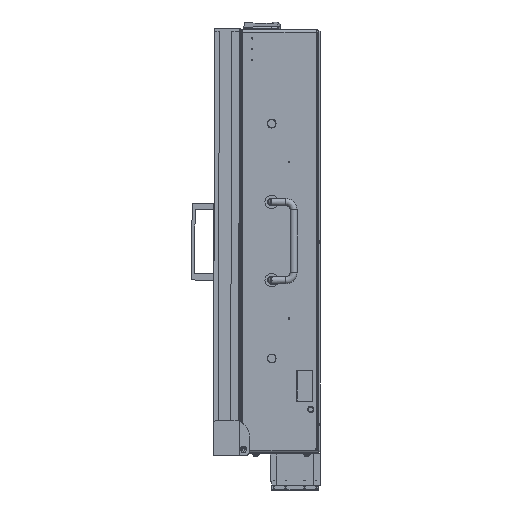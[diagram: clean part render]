
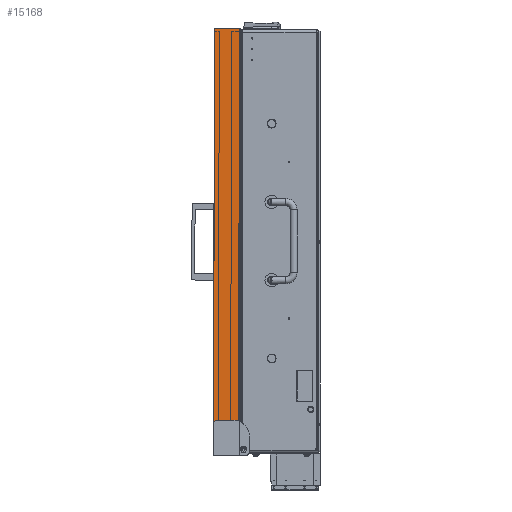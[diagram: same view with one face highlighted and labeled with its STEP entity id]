
A CAD part, left-side view. The second image highlights one B-rep face of the part: STEP entity #15168.
In plain terms, the highlighted planar face has unit normal (-1, 0, 0).
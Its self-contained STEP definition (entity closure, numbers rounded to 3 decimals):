
#1447 = FACE_OUTER_BOUND ( 'NONE', #12234, .T. ) ;
#5145 = CARTESIAN_POINT ( 'NONE',  ( -327.5, 33., 273. ) ) ;
#6186 = VERTEX_POINT ( 'NONE', #42694 ) ;
#10162 = ORIENTED_EDGE ( 'NONE', *, *, #12946, .F. ) ;
#12234 = EDGE_LOOP ( 'NONE', ( #62273, #34090, #57300, #10162, #73069, #58620 ) ) ;
#12946 = EDGE_CURVE ( 'NONE', #44748, #36503, #84663, .T. ) ;
#13480 = CARTESIAN_POINT ( 'NONE',  ( -327.5, 33., -273. ) ) ;
#15168 = ADVANCED_FACE ( 'NONE', ( #1447 ), #75198, .F. ) ;
#15387 = CARTESIAN_POINT ( 'NONE',  ( -327.5, 0., 273. ) ) ;
#16283 = DIRECTION ( 'NONE',  ( 1., 0., 0. ) ) ;
#16382 = DIRECTION ( 'NONE',  ( -1., 0., 0. ) ) ;
#19705 = EDGE_CURVE ( 'NONE', #6186, #20841, #40649, .T. ) ;
#20841 = VERTEX_POINT ( 'NONE', #49896 ) ;
#22871 = DIRECTION ( 'NONE',  ( 0., 0., -1. ) ) ;
#23362 = EDGE_CURVE ( 'NONE', #77012, #6186, #63779, .T. ) ;
#24696 = CARTESIAN_POINT ( 'NONE',  ( -327.5, 7., -248. ) ) ;
#26373 = EDGE_CURVE ( 'NONE', #54768, #44748, #80647, .T. ) ;
#27355 = EDGE_CURVE ( 'NONE', #77012, #36503, #65536, .T. ) ;
#28069 = DIRECTION ( 'NONE',  ( 1., 0., 0. ) ) ;
#28146 = CARTESIAN_POINT ( 'NONE',  ( -327.5, 33., -273. ) ) ;
#34090 = ORIENTED_EDGE ( 'NONE', *, *, #23362, .F. ) ;
#34437 = DIRECTION ( 'NONE',  ( 0., 0., 1. ) ) ;
#36503 = VERTEX_POINT ( 'NONE', #15387 ) ;
#37523 = CARTESIAN_POINT ( 'NONE',  ( -327.5, 33., 273. ) ) ;
#39394 = CARTESIAN_POINT ( 'NONE',  ( -327.5, 0., -273. ) ) ;
#40087 = AXIS2_PLACEMENT_3D ( 'NONE', #24696, #16382, #64368 ) ;
#40649 = LINE ( 'NONE', #43120, #82804 ) ;
#42694 = CARTESIAN_POINT ( 'NONE',  ( -327.5, 7., -228. ) ) ;
#43120 = CARTESIAN_POINT ( 'NONE',  ( -327.5, 33., -228. ) ) ;
#43912 = EDGE_CURVE ( 'NONE', #54768, #20841, #66152, .T. ) ;
#44748 = VERTEX_POINT ( 'NONE', #5145 ) ;
#47192 = DIRECTION ( 'NONE',  ( 0., 1., 0. ) ) ;
#48104 = DIRECTION ( 'NONE',  ( 0., 0., -1. ) ) ;
#49420 = AXIS2_PLACEMENT_3D ( 'NONE', #67742, #28069, #48104 ) ;
#49896 = CARTESIAN_POINT ( 'NONE',  ( -327.5, 28., -228. ) ) ;
#51773 = AXIS2_PLACEMENT_3D ( 'NONE', #28146, #16283, #22871 ) ;
#53338 = CARTESIAN_POINT ( 'NONE',  ( -327.5, 33., -233. ) ) ;
#54768 = VERTEX_POINT ( 'NONE', #53338 ) ;
#57300 = ORIENTED_EDGE ( 'NONE', *, *, #27355, .T. ) ;
#58620 = ORIENTED_EDGE ( 'NONE', *, *, #43912, .T. ) ;
#62273 = ORIENTED_EDGE ( 'NONE', *, *, #19705, .F. ) ;
#63779 = CIRCLE ( 'NONE', #40087, 20. ) ;
#64368 = DIRECTION ( 'NONE',  ( 0., 0., -1. ) ) ;
#65536 = LINE ( 'NONE', #39394, #67973 ) ;
#66152 = CIRCLE ( 'NONE', #49420, 5. ) ;
#67742 = CARTESIAN_POINT ( 'NONE',  ( -327.5, 28., -233. ) ) ;
#67973 = VECTOR ( 'NONE', #34437, 1000. ) ;
#71117 = DIRECTION ( 'NONE',  ( 0., -1., 0. ) ) ;
#73069 = ORIENTED_EDGE ( 'NONE', *, *, #26373, .F. ) ;
#73565 = VECTOR ( 'NONE', #85959, 1000. ) ;
#75198 = PLANE ( 'NONE',  #51773 ) ;
#77012 = VERTEX_POINT ( 'NONE', #86284 ) ;
#80647 = LINE ( 'NONE', #13480, #73565 ) ;
#82200 = VECTOR ( 'NONE', #71117, 1000. ) ;
#82804 = VECTOR ( 'NONE', #47192, 1000. ) ;
#84663 = LINE ( 'NONE', #37523, #82200 ) ;
#85959 = DIRECTION ( 'NONE',  ( 0., 0., 1. ) ) ;
#86284 = CARTESIAN_POINT ( 'NONE',  ( -327.5, 0., -229.265 ) ) ;
